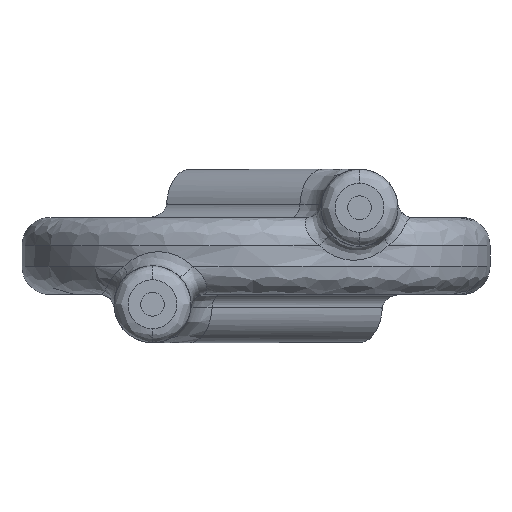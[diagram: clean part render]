
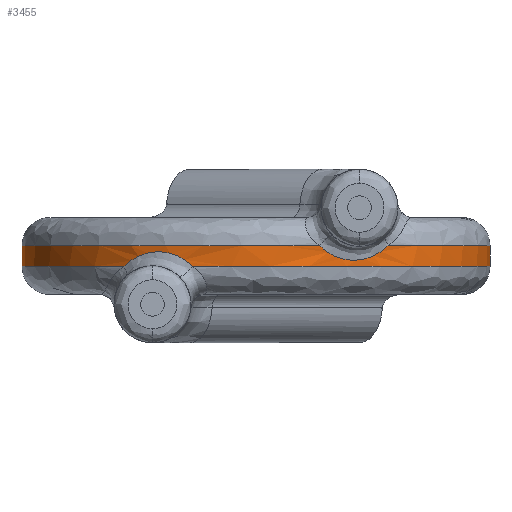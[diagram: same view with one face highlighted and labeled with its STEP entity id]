
A CAD part, front view. The second image highlights one B-rep face of the part: STEP entity #3455.
In plain terms, the highlighted cylindrical face has radius 8.496 mm (diameter 16.993 mm), a partial arc.
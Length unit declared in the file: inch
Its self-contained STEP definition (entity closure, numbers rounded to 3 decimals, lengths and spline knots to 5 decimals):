
#5 = CARTESIAN_POINT ( 'NONE',  ( -0.1567, 0.2559, 0.00407 ) ) ;
#47 = CARTESIAN_POINT ( 'NONE',  ( -0.10546, 0.23392, -0.00256 ) ) ;
#61 = CARTESIAN_POINT ( 'NONE',  ( 0., 0.5515, -0.015 ) ) ;
#85 = CARTESIAN_POINT ( 'NONE',  ( 0.09054, 0.22949, 0.015 ) ) ;
#149 = LINE ( 'NONE', #3751, #1278 ) ;
#173 = VERTEX_POINT ( 'NONE', #3559 ) ;
#221 = VERTEX_POINT ( 'NONE', #2679 ) ;
#301 = CARTESIAN_POINT ( 'NONE',  ( -0.16301, 0.25937, 0.00195 ) ) ;
#385 = EDGE_CURVE ( 'NONE', #1421, #1438, #3443, .T. ) ;
#396 = CARTESIAN_POINT ( 'NONE',  ( 0.1435, 0.24934, -0.0059 ) ) ;
#480 = CARTESIAN_POINT ( 'NONE',  ( 0.14572, 0.2504, -0.00574 ) ) ;
#562 = ORIENTED_EDGE ( 'NONE', *, *, #2990, .T. ) ;
#662 = CARTESIAN_POINT ( 'NONE',  ( -0.14579, 0.25044, 0.00573 ) ) ;
#676 = DIRECTION ( 'NONE',  ( -1., 0., 0. ) ) ;
#715 = CARTESIAN_POINT ( 'NONE',  ( -0.09054, 0.22949, -0.015 ) ) ;
#723 = CARTESIAN_POINT ( 'NONE',  ( 0.1054, 0.2339, 0.0026 ) ) ;
#750 = AXIS2_PLACEMENT_3D ( 'NONE', #849, #2717, #3331 ) ;
#849 = CARTESIAN_POINT ( 'NONE',  ( 0., 0.5515, 0.015 ) ) ;
#862 = VERTEX_POINT ( 'NONE', #1088 ) ;
#940 = LINE ( 'NONE', #3862, #2348 ) ;
#1005 = CARTESIAN_POINT ( 'NONE',  ( -0.13671, 0.24617, 0.0061 ) ) ;
#1040 = CARTESIAN_POINT ( 'NONE',  ( 0.16295, 0.25933, -0.00198 ) ) ;
#1088 = CARTESIAN_POINT ( 'NONE',  ( -0.3345, 0.5515, -0.015 ) ) ;
#1131 = AXIS2_PLACEMENT_3D ( 'NONE', #3780, #2198, #4086 ) ;
#1174 = ORIENTED_EDGE ( 'NONE', *, *, #3186, .T. ) ;
#1175 = CARTESIAN_POINT ( 'NONE',  ( 0.18876, 0.27535, 0.015 ) ) ;
#1198 = DIRECTION ( 'NONE',  ( 0., 0., -1. ) ) ;
#1278 = VECTOR ( 'NONE', #2834, 39.37008 ) ;
#1324 = CARTESIAN_POINT ( 'NONE',  ( -0.18876, 0.27535, -0.015 ) ) ;
#1362 = DIRECTION ( 'NONE',  ( 0., 0., 1. ) ) ;
#1400 = CARTESIAN_POINT ( 'NONE',  ( 0.175, 0.2664, 0.00385 ) ) ;
#1421 = VERTEX_POINT ( 'NONE', #3546 ) ;
#1438 = VERTEX_POINT ( 'NONE', #85 ) ;
#1525 = EDGE_CURVE ( 'NONE', #173, #1618, #4047, .T. ) ;
#1554 = EDGE_CURVE ( 'NONE', #173, #1438, #3503, .T. ) ;
#1563 = FACE_OUTER_BOUND ( 'NONE', #3789, .T. ) ;
#1618 = VERTEX_POINT ( 'NONE', #3683 ) ;
#1642 = CARTESIAN_POINT ( 'NONE',  ( -0.14358, 0.24938, 0.00589 ) ) ;
#1671 = AXIS2_PLACEMENT_3D ( 'NONE', #2502, #1198, #3172 ) ;
#1714 = CARTESIAN_POINT ( 'NONE',  ( -0.1425, 0.24887, 0.00595 ) ) ;
#1724 = CARTESIAN_POINT ( 'NONE',  ( 0.15663, 0.25586, -0.00409 ) ) ;
#1732 = ORIENTED_EDGE ( 'NONE', *, *, #3698, .T. ) ;
#1743 = CARTESIAN_POINT ( 'NONE',  ( 0.09054, 0.22949, 0.015 ) ) ;
#1782 = ORIENTED_EDGE ( 'NONE', *, *, #3261, .F. ) ;
#1786 = EDGE_CURVE ( 'NONE', #2456, #221, #3817, .T. ) ;
#1809 = CARTESIAN_POINT ( 'NONE',  ( 0.3345, 0.5515, -0.015 ) ) ;
#1897 = ORIENTED_EDGE ( 'NONE', *, *, #385, .F. ) ;
#2003 = CARTESIAN_POINT ( 'NONE',  ( -0.11874, 0.23878, 0.0027 ) ) ;
#2038 = CARTESIAN_POINT ( 'NONE',  ( 0.1856, 0.27319, 0.01177 ) ) ;
#2050 = CARTESIAN_POINT ( 'NONE',  ( -0.17504, 0.26642, -0.00388 ) ) ;
#2162 = CIRCLE ( 'NONE', #1131, 0.3345 ) ;
#2187 = CARTESIAN_POINT ( 'NONE',  ( 0.13205, 0.24413, -0.00574 ) ) ;
#2198 = DIRECTION ( 'NONE',  ( 0., 0., 1. ) ) ;
#2247 = CARTESIAN_POINT ( 'NONE',  ( 0., 0.5515, 0.015 ) ) ;
#2324 = CARTESIAN_POINT ( 'NONE',  ( -0.18224, 0.27097, -0.00891 ) ) ;
#2348 = VECTOR ( 'NONE', #3899, 39.37008 ) ;
#2351 = CARTESIAN_POINT ( 'NONE',  ( 0.11864, 0.23874, -0.00266 ) ) ;
#2377 = CARTESIAN_POINT ( 'NONE',  ( 0.12307, 0.24045, -0.00396 ) ) ;
#2380 = DIRECTION ( 'NONE',  ( 0., 0., 1. ) ) ;
#2399 = CARTESIAN_POINT ( 'NONE',  ( 0.18222, 0.27096, 0.0089 ) ) ;
#2456 = VERTEX_POINT ( 'NONE', #4102 ) ;
#2502 = CARTESIAN_POINT ( 'NONE',  ( 0., 0.5515, 0.055 ) ) ;
#2638 = CARTESIAN_POINT ( 'NONE',  ( -0.1491, 0.25205, 0.0054 ) ) ;
#2661 = CARTESIAN_POINT ( 'NONE',  ( -0.09748, 0.23144, -0.00791 ) ) ;
#2667 = CARTESIAN_POINT ( 'NONE',  ( 0.1712, 0.26409, 0.0017 ) ) ;
#2679 = CARTESIAN_POINT ( 'NONE',  ( -0.09054, 0.22949, -0.015 ) ) ;
#2694 = CARTESIAN_POINT ( 'NONE',  ( 0.14243, 0.24884, -0.00595 ) ) ;
#2717 = DIRECTION ( 'NONE',  ( 0., 0., 1. ) ) ;
#2834 = DIRECTION ( 'NONE',  ( 0., 0., -1. ) ) ;
#2862 = CYLINDRICAL_SURFACE ( 'NONE', #1671, 0.3345 ) ;
#2930 = CARTESIAN_POINT ( 'NONE',  ( -0.13214, 0.24417, 0.00574 ) ) ;
#2956 = AXIS2_PLACEMENT_3D ( 'NONE', #61, #2380, #676 ) ;
#2990 = EDGE_CURVE ( 'NONE', #221, #3134, #3992, .T. ) ;
#3023 = CARTESIAN_POINT ( 'NONE',  ( 0.09745, 0.23143, 0.00794 ) ) ;
#3134 = VERTEX_POINT ( 'NONE', #1809 ) ;
#3139 = ORIENTED_EDGE ( 'NONE', *, *, #1554, .T. ) ;
#3172 = DIRECTION ( 'NONE',  ( -1., 0., 0. ) ) ;
#3186 = EDGE_CURVE ( 'NONE', #1421, #862, #149, .T. ) ;
#3194 = DIRECTION ( 'NONE',  ( 1., 0., 0. ) ) ;
#3240 = CARTESIAN_POINT ( 'NONE',  ( -0.17126, 0.26413, -0.00173 ) ) ;
#3261 = EDGE_CURVE ( 'NONE', #1618, #3134, #940, .T. ) ;
#3278 = CARTESIAN_POINT ( 'NONE',  ( -0.11661, 0.23798, 0.00196 ) ) ;
#3300 = CARTESIAN_POINT ( 'NONE',  ( -0.1254, 0.24138, 0.00451 ) ) ;
#3331 = DIRECTION ( 'NONE',  ( 1., 0., 0. ) ) ;
#3347 = ORIENTED_EDGE ( 'NONE', *, *, #1786, .T. ) ;
#3443 = CIRCLE ( 'NONE', #3861, 0.3345 ) ;
#3455 = ADVANCED_FACE ( 'NONE', ( #1563 ), #2862, .T. ) ;
#3460 = CARTESIAN_POINT ( 'NONE',  ( 0.1253, 0.24135, -0.00449 ) ) ;
#3489 = ORIENTED_EDGE ( 'NONE', *, *, #1525, .F. ) ;
#3503 = B_SPLINE_CURVE_WITH_KNOTS ( 'NONE', 3,
 ( #1175, #2038, #2399, #1400, #2667, #1040, #1724, #3971, #480, #396, #2694, #3790, #2187, #3460, #2377, #2351, #3661, #723, #3023, #1743 ),
 .UNSPECIFIED., .F., .F.,
 ( 4, 2, 2, 1, 1, 2, 2, 2, 2, 2, 4 ),
 ( 0., 0.125, 0.25, 0.375, 0.4375, 0.46875, 0.5, 0.625, 0.6875, 0.75, 1. ),
 .UNSPECIFIED. ) ;
#3546 = CARTESIAN_POINT ( 'NONE',  ( -0.3345, 0.5515, 0.015 ) ) ;
#3559 = CARTESIAN_POINT ( 'NONE',  ( 0.18876, 0.27535, 0.015 ) ) ;
#3661 = CARTESIAN_POINT ( 'NONE',  ( 0.11649, 0.23793, -0.00192 ) ) ;
#3675 = CARTESIAN_POINT ( 'NONE',  ( -0.18561, 0.2732, -0.01178 ) ) ;
#3683 = CARTESIAN_POINT ( 'NONE',  ( 0.3345, 0.5515, 0.015 ) ) ;
#3698 = EDGE_CURVE ( 'NONE', #862, #2456, #2162, .T. ) ;
#3751 = CARTESIAN_POINT ( 'NONE',  ( -0.3345, 0.5515, 0.055 ) ) ;
#3780 = CARTESIAN_POINT ( 'NONE',  ( 0., 0.5515, -0.015 ) ) ;
#3789 = EDGE_LOOP ( 'NONE', ( #1782, #3489, #3139, #1897, #1174, #1732, #3347, #562 ) ) ;
#3790 = CARTESIAN_POINT ( 'NONE',  ( 0.13663, 0.24613, -0.00609 ) ) ;
#3817 = B_SPLINE_CURVE_WITH_KNOTS ( 'NONE', 3,
 ( #1324, #3675, #2324, #2050, #3240, #301, #5, #2638, #662, #1642, #1714, #1005, #2930, #3300, #4235, #2003, #3278, #47, #2661, #715 ),
 .UNSPECIFIED., .F., .F.,
 ( 4, 2, 2, 1, 1, 2, 2, 2, 2, 2, 4 ),
 ( 0., 0.125, 0.25, 0.375, 0.4375, 0.46875, 0.5, 0.625, 0.6875, 0.75, 1. ),
 .UNSPECIFIED. ) ;
#3861 = AXIS2_PLACEMENT_3D ( 'NONE', #2247, #1362, #3194 ) ;
#3862 = CARTESIAN_POINT ( 'NONE',  ( 0.3345, 0.5515, 0.055 ) ) ;
#3899 = DIRECTION ( 'NONE',  ( 0., 0., -1. ) ) ;
#3971 = CARTESIAN_POINT ( 'NONE',  ( 0.14902, 0.25201, -0.00541 ) ) ;
#3992 = CIRCLE ( 'NONE', #2956, 0.3345 ) ;
#4047 = CIRCLE ( 'NONE', #750, 0.3345 ) ;
#4086 = DIRECTION ( 'NONE',  ( -1., 0., 0. ) ) ;
#4102 = CARTESIAN_POINT ( 'NONE',  ( -0.18876, 0.27535, -0.015 ) ) ;
#4235 = CARTESIAN_POINT ( 'NONE',  ( -0.12317, 0.24049, 0.00399 ) ) ;
